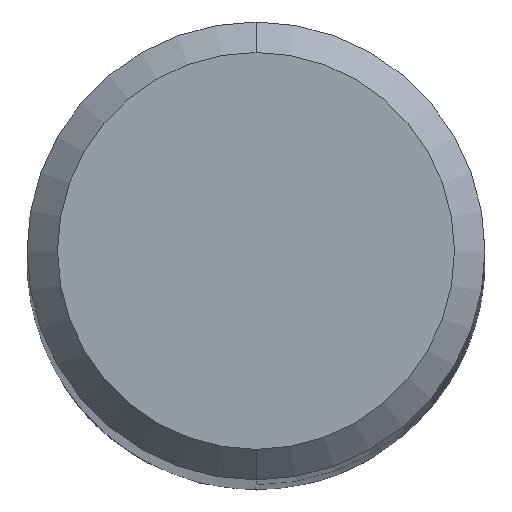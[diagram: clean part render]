
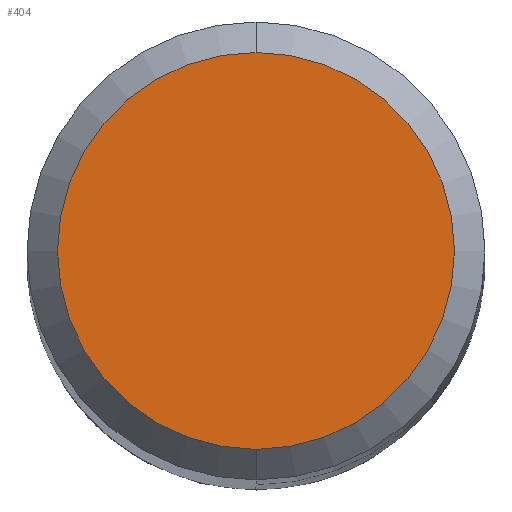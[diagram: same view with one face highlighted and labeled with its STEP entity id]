
A CAD part, top view. The second image highlights one B-rep face of the part: STEP entity #404.
In plain terms, the highlighted planar face has unit normal (0, 0, 1).
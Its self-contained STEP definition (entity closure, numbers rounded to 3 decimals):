
#388=VERTEX_POINT('',#896);
#404=ADVANCED_FACE('',(#915),#916,.T.);
#650=EDGE_CURVE('',#728,#388,#1187,.T.);
#682=EDGE_CURVE('',#388,#728,#1220,.T.);
#728=VERTEX_POINT('',#1269);
#896=CARTESIAN_POINT('',(0.0,2.6,0.0));
#915=FACE_OUTER_BOUND('',#1764,.T.);
#916=PLANE('',#1765);
#1187=CIRCLE('',#3683,2.6);
#1220=CIRCLE('',#3765,2.6);
#1269=CARTESIAN_POINT('',(0.,-2.6,0.0));
#1764=EDGE_LOOP('',(#4256,#4257));
#1765=AXIS2_PLACEMENT_3D('',#4258,#4259,#4260);
#3683=AXIS2_PLACEMENT_3D('',#4592,#4593,#4594);
#3765=AXIS2_PLACEMENT_3D('',#4618,#4619,#4620);
#4256=ORIENTED_EDGE('',*,*,#682,.F.);
#4257=ORIENTED_EDGE('',*,*,#650,.F.);
#4258=CARTESIAN_POINT('',(0.0,1.3,0.0));
#4259=DIRECTION('',(-0.0,0.0,1.0));
#4260=DIRECTION('',(0.0,-1.0,0.0));
#4592=CARTESIAN_POINT('',(0.0,0.0,0.0));
#4593=DIRECTION('',(0.0,0.0,-1.0));
#4594=DIRECTION('',(0.0,1.0,0.0));
#4618=CARTESIAN_POINT('',(0.0,0.0,0.0));
#4619=DIRECTION('',(0.0,0.0,-1.0));
#4620=DIRECTION('',(0.0,1.0,0.0));
